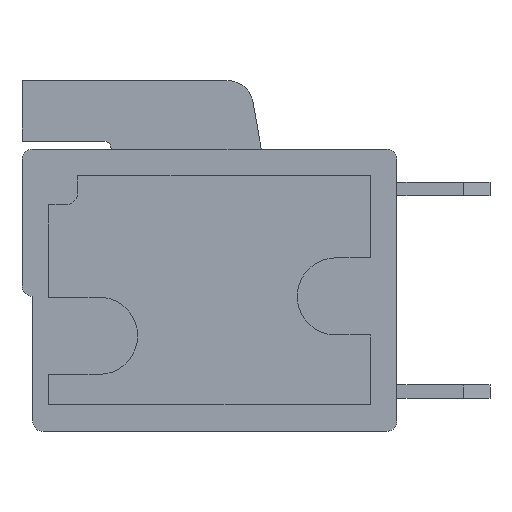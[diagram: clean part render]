
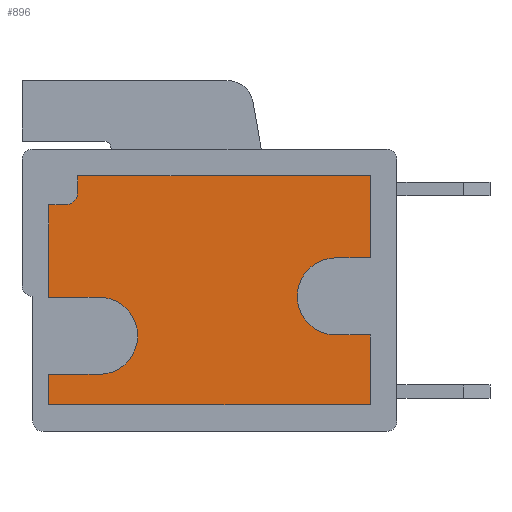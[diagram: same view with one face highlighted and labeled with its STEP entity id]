
A CAD part, left-side view. The second image highlights one B-rep face of the part: STEP entity #896.
In plain terms, the highlighted planar face has unit normal (-1, 0, 0).
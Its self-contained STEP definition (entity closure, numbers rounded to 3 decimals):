
#150 = VERTEX_POINT ( 'NONE', #4112 ) ;
#163 = ORIENTED_EDGE ( 'NONE', *, *, #9402, .F. ) ;
#439 = ORIENTED_EDGE ( 'NONE', *, *, #7732, .T. ) ;
#665 = ORIENTED_EDGE ( 'NONE', *, *, #6557, .F. ) ;
#766 = LINE ( 'NONE', #4466, #4170 ) ;
#823 = DIRECTION ( 'NONE',  ( 0., -1., 0. ) ) ;
#864 = CARTESIAN_POINT ( 'NONE',  ( 1.5, 1., -12.2 ) ) ;
#886 = CARTESIAN_POINT ( 'NONE',  ( 1.5, 1., 0. ) ) ;
#896 = ADVANCED_FACE ( 'NONE', ( #8415 ), #5549, .T. ) ;
#924 = EDGE_CURVE ( 'NONE', #6380, #3930, #1215, .T. ) ;
#980 = CARTESIAN_POINT ( 'NONE',  ( 1.5, 1., 0. ) ) ;
#985 = DIRECTION ( 'NONE',  ( 0., 0., 1. ) ) ;
#1009 = EDGE_CURVE ( 'NONE', #6482, #6811, #5695, .T. ) ;
#1027 = CARTESIAN_POINT ( 'NONE',  ( 1.5, 12., -4.18 ) ) ;
#1041 = CARTESIAN_POINT ( 'NONE',  ( 1.5, 13.1, -8.15 ) ) ;
#1059 = CARTESIAN_POINT ( 'NONE',  ( 1.5, 0., -11.05 ) ) ;
#1125 = CARTESIAN_POINT ( 'NONE',  ( 1.5, 0., -4.68 ) ) ;
#1147 = VERTEX_POINT ( 'NONE', #864 ) ;
#1168 = DIRECTION ( 'NONE',  ( 0., 0., 1. ) ) ;
#1215 = LINE ( 'NONE', #1125, #7668 ) ;
#1311 = CARTESIAN_POINT ( 'NONE',  ( 1.5, 0., -3.58 ) ) ;
#1403 = AXIS2_PLACEMENT_3D ( 'NONE', #7312, #8646, #9404 ) ;
#1606 = DIRECTION ( 'NONE',  ( 0., 1., 0. ) ) ;
#1621 = DIRECTION ( 'NONE',  ( 0., 0., -1. ) ) ;
#1629 = CARTESIAN_POINT ( 'NONE',  ( 1.5, 12.5, -4.68 ) ) ;
#1637 = VERTEX_POINT ( 'NONE', #7003 ) ;
#1671 = DIRECTION ( 'NONE',  ( 0., 0., 1. ) ) ;
#1695 = CARTESIAN_POINT ( 'NONE',  ( 1.5, 0., -8.15 ) ) ;
#1715 = CARTESIAN_POINT ( 'NONE',  ( 1.5, 12.5, -4.18 ) ) ;
#1773 = EDGE_CURVE ( 'NONE', #8906, #150, #4371, .T. ) ;
#1862 = VECTOR ( 'NONE', #9411, 1000. ) ;
#1997 = DIRECTION ( 'NONE',  ( -1., 0., 0. ) ) ;
#2045 = DIRECTION ( 'NONE',  ( 0., -1., 0. ) ) ;
#2091 = LINE ( 'NONE', #7173, #1862 ) ;
#2160 = CIRCLE ( 'NONE', #2908, 0.5 ) ;
#2343 = CARTESIAN_POINT ( 'NONE',  ( 1.5, 13.1, 0. ) ) ;
#2460 = CARTESIAN_POINT ( 'NONE',  ( 1.5, 1., -6.67 ) ) ;
#2466 = LINE ( 'NONE', #980, #5171 ) ;
#2499 = EDGE_CURVE ( 'NONE', #4096, #6090, #7645, .T. ) ;
#2502 = CARTESIAN_POINT ( 'NONE',  ( 1.5, 0., -9.57 ) ) ;
#2641 = ORIENTED_EDGE ( 'NONE', *, *, #1009, .F. ) ;
#2793 = CIRCLE ( 'NONE', #6775, 1.45 ) ;
#2821 = DIRECTION ( 'NONE',  ( -1., 0., 0. ) ) ;
#2908 = AXIS2_PLACEMENT_3D ( 'NONE', #1715, #4641, #985 ) ;
#3230 = CIRCLE ( 'NONE', #1403, 1.45 ) ;
#3319 = EDGE_CURVE ( 'NONE', #6272, #6811, #2466, .T. ) ;
#3358 = VERTEX_POINT ( 'NONE', #1027 ) ;
#3373 = VECTOR ( 'NONE', #5440, 1000. ) ;
#3484 = CARTESIAN_POINT ( 'NONE',  ( 1.5, 2.3, -9.57 ) ) ;
#3673 = ORIENTED_EDGE ( 'NONE', *, *, #4679, .F. ) ;
#3680 = VECTOR ( 'NONE', #8309, 1000. ) ;
#3814 = CARTESIAN_POINT ( 'NONE',  ( 1.5, 0., -6.67 ) ) ;
#3912 = CARTESIAN_POINT ( 'NONE',  ( 1.5, 11.2, -11.05 ) ) ;
#3930 = VERTEX_POINT ( 'NONE', #1629 ) ;
#4059 = CARTESIAN_POINT ( 'NONE',  ( 1.5, 0., 0. ) ) ;
#4096 = VERTEX_POINT ( 'NONE', #6348 ) ;
#4112 = CARTESIAN_POINT ( 'NONE',  ( 1.5, 13.1, -11.05 ) ) ;
#4115 = CARTESIAN_POINT ( 'NONE',  ( 1.5, 11.2, -8.15 ) ) ;
#4126 = ORIENTED_EDGE ( 'NONE', *, *, #5388, .T. ) ;
#4170 = VECTOR ( 'NONE', #1621, 1000. ) ;
#4227 = ORIENTED_EDGE ( 'NONE', *, *, #7087, .T. ) ;
#4269 = CARTESIAN_POINT ( 'NONE',  ( 1.5, 13.1, 0. ) ) ;
#4325 = VECTOR ( 'NONE', #823, 1000. ) ;
#4329 = ORIENTED_EDGE ( 'NONE', *, *, #7521, .F. ) ;
#4371 = LINE ( 'NONE', #4269, #8292 ) ;
#4416 = VERTEX_POINT ( 'NONE', #1041 ) ;
#4466 = CARTESIAN_POINT ( 'NONE',  ( 1.5, 12., 0. ) ) ;
#4641 = DIRECTION ( 'NONE',  ( 1., 0., 0. ) ) ;
#4658 = ORIENTED_EDGE ( 'NONE', *, *, #924, .F. ) ;
#4667 = LINE ( 'NONE', #1059, #3680 ) ;
#4679 = EDGE_CURVE ( 'NONE', #6272, #1637, #8184, .T. ) ;
#4856 = VECTOR ( 'NONE', #1671, 1000. ) ;
#4955 = EDGE_CURVE ( 'NONE', #8906, #1147, #2091, .T. ) ;
#5171 = VECTOR ( 'NONE', #6940, 1000. ) ;
#5272 = DIRECTION ( 'NONE',  ( 0., 0., 1. ) ) ;
#5388 = EDGE_CURVE ( 'NONE', #6482, #3358, #766, .T. ) ;
#5422 = EDGE_CURVE ( 'NONE', #4416, #6380, #8158, .T. ) ;
#5440 = DIRECTION ( 'NONE',  ( 0., 1., 0. ) ) ;
#5476 = ORIENTED_EDGE ( 'NONE', *, *, #5422, .F. ) ;
#5533 = VECTOR ( 'NONE', #1606, 1000. ) ;
#5549 = PLANE ( 'NONE',  #9029 ) ;
#5555 = ORIENTED_EDGE ( 'NONE', *, *, #3319, .T. ) ;
#5695 = LINE ( 'NONE', #1311, #7177 ) ;
#5944 = VERTEX_POINT ( 'NONE', #4115 ) ;
#6090 = VERTEX_POINT ( 'NONE', #3484 ) ;
#6133 = LINE ( 'NONE', #886, #8016 ) ;
#6163 = ORIENTED_EDGE ( 'NONE', *, *, #4955, .T. ) ;
#6272 = VERTEX_POINT ( 'NONE', #2460 ) ;
#6348 = CARTESIAN_POINT ( 'NONE',  ( 1.5, 1., -9.57 ) ) ;
#6380 = VERTEX_POINT ( 'NONE', #8508 ) ;
#6393 = CARTESIAN_POINT ( 'NONE',  ( 1.5, 11.2, -9.6 ) ) ;
#6482 = VERTEX_POINT ( 'NONE', #8683 ) ;
#6557 = EDGE_CURVE ( 'NONE', #150, #8320, #4667, .T. ) ;
#6775 = AXIS2_PLACEMENT_3D ( 'NONE', #6393, #2821, #7054 ) ;
#6811 = VERTEX_POINT ( 'NONE', #8511 ) ;
#6935 = DIRECTION ( 'NONE',  ( 0., -1., 0. ) ) ;
#6940 = DIRECTION ( 'NONE',  ( 0., 0., 1. ) ) ;
#7003 = CARTESIAN_POINT ( 'NONE',  ( 1.5, 2.3, -6.67 ) ) ;
#7054 = DIRECTION ( 'NONE',  ( 0., 0., 1. ) ) ;
#7087 = EDGE_CURVE ( 'NONE', #3358, #3930, #2160, .T. ) ;
#7145 = DIRECTION ( 'NONE',  ( 0., 0., 1. ) ) ;
#7173 = CARTESIAN_POINT ( 'NONE',  ( 1.5, 0., -12.2 ) ) ;
#7177 = VECTOR ( 'NONE', #6935, 1000. ) ;
#7312 = CARTESIAN_POINT ( 'NONE',  ( 1.5, 2.3, -8.12 ) ) ;
#7451 = LINE ( 'NONE', #1695, #4325 ) ;
#7521 = EDGE_CURVE ( 'NONE', #1637, #6090, #3230, .T. ) ;
#7645 = LINE ( 'NONE', #2502, #3373 ) ;
#7648 = ORIENTED_EDGE ( 'NONE', *, *, #1773, .F. ) ;
#7668 = VECTOR ( 'NONE', #2045, 1000. ) ;
#7732 = EDGE_CURVE ( 'NONE', #4416, #5944, #7451, .T. ) ;
#7748 = CARTESIAN_POINT ( 'NONE',  ( 1.5, 13.1, -12.2 ) ) ;
#8009 = EDGE_CURVE ( 'NONE', #1147, #4096, #6133, .T. ) ;
#8016 = VECTOR ( 'NONE', #5272, 1000. ) ;
#8116 = EDGE_LOOP ( 'NONE', ( #4126, #4227, #4658, #5476, #439, #163, #665, #7648, #6163, #8953, #8400, #4329, #3673, #5555, #2641 ) ) ;
#8158 = LINE ( 'NONE', #2343, #4856 ) ;
#8184 = LINE ( 'NONE', #3814, #5533 ) ;
#8292 = VECTOR ( 'NONE', #7145, 1000. ) ;
#8309 = DIRECTION ( 'NONE',  ( 0., -1., 0. ) ) ;
#8320 = VERTEX_POINT ( 'NONE', #3912 ) ;
#8400 = ORIENTED_EDGE ( 'NONE', *, *, #2499, .T. ) ;
#8415 = FACE_OUTER_BOUND ( 'NONE', #8116, .T. ) ;
#8508 = CARTESIAN_POINT ( 'NONE',  ( 1.5, 13.1, -4.68 ) ) ;
#8511 = CARTESIAN_POINT ( 'NONE',  ( 1.5, 1., -3.58 ) ) ;
#8646 = DIRECTION ( 'NONE',  ( -1., 0., 0. ) ) ;
#8683 = CARTESIAN_POINT ( 'NONE',  ( 1.5, 12., -3.58 ) ) ;
#8906 = VERTEX_POINT ( 'NONE', #7748 ) ;
#8953 = ORIENTED_EDGE ( 'NONE', *, *, #8009, .T. ) ;
#9029 = AXIS2_PLACEMENT_3D ( 'NONE', #4059, #1997, #1168 ) ;
#9402 = EDGE_CURVE ( 'NONE', #8320, #5944, #2793, .T. ) ;
#9404 = DIRECTION ( 'NONE',  ( 0., 0., 1. ) ) ;
#9411 = DIRECTION ( 'NONE',  ( 0., -1., 0. ) ) ;
